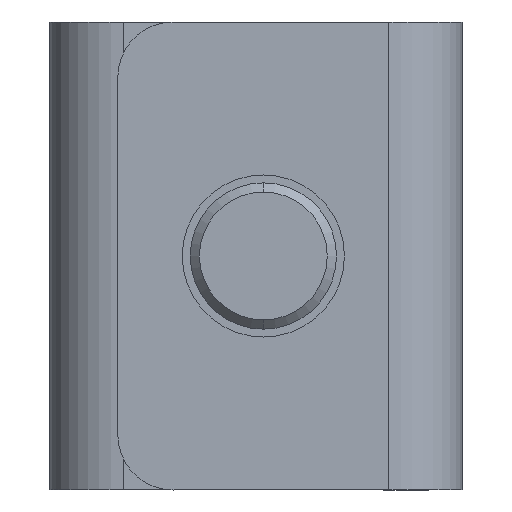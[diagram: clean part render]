
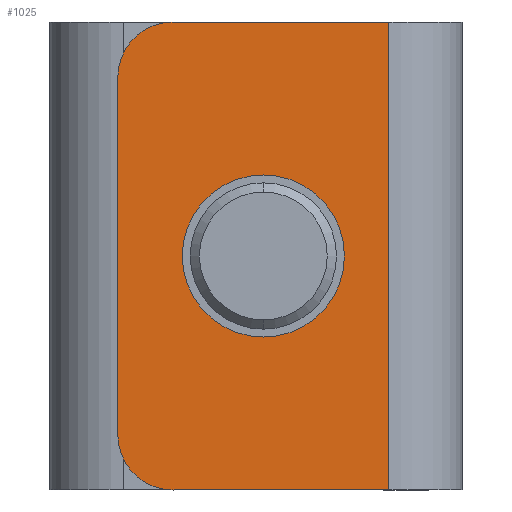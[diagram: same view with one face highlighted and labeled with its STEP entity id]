
A CAD part, front view. The second image highlights one B-rep face of the part: STEP entity #1025.
In plain terms, the highlighted face is planar.
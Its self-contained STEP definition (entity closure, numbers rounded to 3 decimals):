
#8 = EDGE_CURVE ( 'NONE', #1334, #881, #1133, .T. ) ;
#31 = ORIENTED_EDGE ( 'NONE', *, *, #785, .T. ) ;
#36 = ORIENTED_EDGE ( 'NONE', *, *, #757, .T. ) ;
#48 = DIRECTION ( 'NONE',  ( 0., 0., -1. ) ) ;
#60 = EDGE_CURVE ( 'NONE', #529, #396, #1282, .T. ) ;
#94 = CIRCLE ( 'NONE', #581, 3. ) ;
#122 = EDGE_CURVE ( 'NONE', #175, #218, #816, .T. ) ;
#131 = EDGE_CURVE ( 'NONE', #881, #542, #793, .T. ) ;
#140 = CARTESIAN_POINT ( 'NONE',  ( -2.5, 14.569, -9.7 ) ) ;
#168 = CARTESIAN_POINT ( 'NONE',  ( -2.5, 6.669, 0. ) ) ;
#169 = CARTESIAN_POINT ( 'NONE',  ( -2.5, 6.669, 4.4 ) ) ;
#175 = VERTEX_POINT ( 'NONE', #169 ) ;
#193 = FACE_OUTER_BOUND ( 'NONE', #764, .T. ) ;
#194 = VECTOR ( 'NONE', #354, 1000. ) ;
#211 = EDGE_LOOP ( 'NONE', ( #1053, #352 ) ) ;
#218 = VERTEX_POINT ( 'NONE', #1289 ) ;
#220 = CIRCLE ( 'NONE', #356, 4.4 ) ;
#237 = AXIS2_PLACEMENT_3D ( 'NONE', #464, #1252, #578 ) ;
#248 = DIRECTION ( 'NONE',  ( 0., 0., -1. ) ) ;
#263 = DIRECTION ( 'NONE',  ( -1., 0., 0. ) ) ;
#274 = DIRECTION ( 'NONE',  ( 1., 0., 0. ) ) ;
#352 = ORIENTED_EDGE ( 'NONE', *, *, #122, .T. ) ;
#354 = DIRECTION ( 'NONE',  ( 0., 0., 1. ) ) ;
#356 = AXIS2_PLACEMENT_3D ( 'NONE', #168, #274, #48 ) ;
#396 = VERTEX_POINT ( 'NONE', #140 ) ;
#399 = LINE ( 'NONE', #792, #1218 ) ;
#431 = AXIS2_PLACEMENT_3D ( 'NONE', #536, #1439, #1316 ) ;
#433 = EDGE_CURVE ( 'NONE', #542, #1016, #399, .T. ) ;
#464 = CARTESIAN_POINT ( 'NONE',  ( -2.5, 6.669, 0. ) ) ;
#529 = VERTEX_POINT ( 'NONE', #698 ) ;
#531 = AXIS2_PLACEMENT_3D ( 'NONE', #1155, #263, #1288 ) ;
#536 = CARTESIAN_POINT ( 'NONE',  ( -2.5, -0.425, 13.208 ) ) ;
#542 = VERTEX_POINT ( 'NONE', #1160 ) ;
#578 = DIRECTION ( 'NONE',  ( 0., 0., -1. ) ) ;
#581 = AXIS2_PLACEMENT_3D ( 'NONE', #1399, #1062, #1166 ) ;
#617 = PLANE ( 'NONE',  #431 ) ;
#698 = CARTESIAN_POINT ( 'NONE',  ( -2.5, 14.569, 9.7 ) ) ;
#710 = CARTESIAN_POINT ( 'NONE',  ( -2.5, 11.569, -12.7 ) ) ;
#730 = CARTESIAN_POINT ( 'NONE',  ( -2.5, 7.219, -12.7 ) ) ;
#739 = EDGE_CURVE ( 'NONE', #218, #175, #220, .T. ) ;
#757 = EDGE_CURVE ( 'NONE', #396, #1334, #1330, .T. ) ;
#764 = EDGE_LOOP ( 'NONE', ( #31, #1398, #36, #806, #977, #1211 ) ) ;
#785 = EDGE_CURVE ( 'NONE', #1016, #529, #94, .T. ) ;
#792 = CARTESIAN_POINT ( 'NONE',  ( -2.5, 3.718, 12.7 ) ) ;
#793 = LINE ( 'NONE', #919, #194 ) ;
#806 = ORIENTED_EDGE ( 'NONE', *, *, #8, .T. ) ;
#816 = CIRCLE ( 'NONE', #237, 4.4 ) ;
#876 = VECTOR ( 'NONE', #1225, 1000. ) ;
#881 = VERTEX_POINT ( 'NONE', #937 ) ;
#919 = CARTESIAN_POINT ( 'NONE',  ( -2.5, -0.131, 0. ) ) ;
#937 = CARTESIAN_POINT ( 'NONE',  ( -2.5, -0.131, -12.7 ) ) ;
#977 = ORIENTED_EDGE ( 'NONE', *, *, #131, .T. ) ;
#1016 = VERTEX_POINT ( 'NONE', #1413 ) ;
#1025 = ADVANCED_FACE ( 'NONE', ( #1403, #193 ), #617, .T. ) ;
#1053 = ORIENTED_EDGE ( 'NONE', *, *, #739, .T. ) ;
#1062 = DIRECTION ( 'NONE',  ( -1., 0., 0. ) ) ;
#1097 = VECTOR ( 'NONE', #248, 1000. ) ;
#1133 = LINE ( 'NONE', #730, #876 ) ;
#1134 = CARTESIAN_POINT ( 'NONE',  ( -2.5, 14.569, 0. ) ) ;
#1155 = CARTESIAN_POINT ( 'NONE',  ( -2.5, 11.569, -9.7 ) ) ;
#1160 = CARTESIAN_POINT ( 'NONE',  ( -2.5, -0.131, 12.7 ) ) ;
#1166 = DIRECTION ( 'NONE',  ( 0., 0., 1. ) ) ;
#1211 = ORIENTED_EDGE ( 'NONE', *, *, #433, .T. ) ;
#1218 = VECTOR ( 'NONE', #1373, 1000. ) ;
#1225 = DIRECTION ( 'NONE',  ( 0., -1., 0. ) ) ;
#1252 = DIRECTION ( 'NONE',  ( 1., 0., 0. ) ) ;
#1282 = LINE ( 'NONE', #1134, #1097 ) ;
#1288 = DIRECTION ( 'NONE',  ( 0., 0., -1. ) ) ;
#1289 = CARTESIAN_POINT ( 'NONE',  ( -2.5, 6.669, -4.4 ) ) ;
#1316 = DIRECTION ( 'NONE',  ( 0., 1., 0. ) ) ;
#1330 = CIRCLE ( 'NONE', #531, 3. ) ;
#1334 = VERTEX_POINT ( 'NONE', #710 ) ;
#1373 = DIRECTION ( 'NONE',  ( 0., 1., 0. ) ) ;
#1398 = ORIENTED_EDGE ( 'NONE', *, *, #60, .T. ) ;
#1399 = CARTESIAN_POINT ( 'NONE',  ( -2.5, 11.569, 9.7 ) ) ;
#1403 = FACE_BOUND ( 'NONE', #211, .T. ) ;
#1413 = CARTESIAN_POINT ( 'NONE',  ( -2.5, 11.569, 12.7 ) ) ;
#1439 = DIRECTION ( 'NONE',  ( -1., 0., 0. ) ) ;
